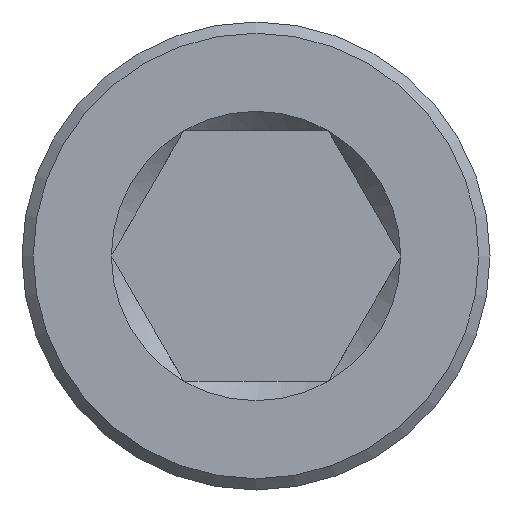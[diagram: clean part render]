
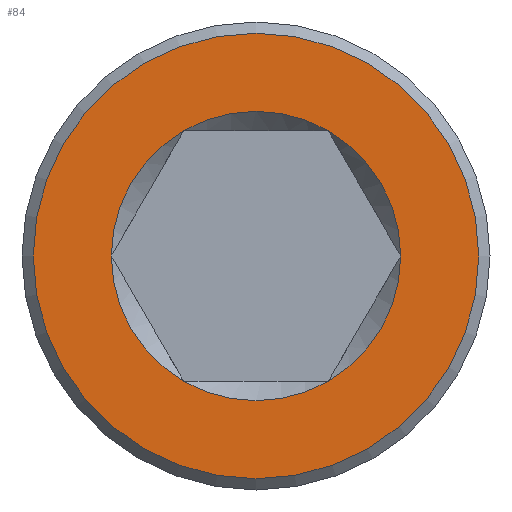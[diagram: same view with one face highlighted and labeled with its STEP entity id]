
A CAD part, left-side view. The second image highlights one B-rep face of the part: STEP entity #84.
In plain terms, the highlighted planar face has unit normal (-1, 0, 0).
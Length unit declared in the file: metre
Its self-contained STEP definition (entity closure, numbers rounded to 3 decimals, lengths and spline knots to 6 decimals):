
#84=ADVANCED_FACE('',(#200,#201),#202,.F.);
#118=EDGE_CURVE('',#238,#252,#255,.T.);
#132=EDGE_CURVE('',#270,#262,#273,.T.);
#140=EDGE_CURVE('',#283,#283,#284,.T.);
#142=EDGE_CURVE('',#237,#238,#286,.T.);
#144=EDGE_CURVE('',#252,#288,#289,.T.);
#146=EDGE_CURVE('',#288,#270,#291,.T.);
#148=EDGE_CURVE('',#262,#237,#293,.T.);
#200=FACE_OUTER_BOUND('',#337,.T.);
#201=FACE_BOUND('',#338,.T.);
#202=PLANE('',#339);
#237=VERTEX_POINT('',#375);
#238=VERTEX_POINT('',#376);
#252=VERTEX_POINT('',#418);
#255=CIRCLE('',#444,0.018475);
#262=VERTEX_POINT('',#456);
#270=VERTEX_POINT('',#491);
#273=CIRCLE('',#517,0.018475);
#283=VERTEX_POINT('',#534);
#284=CIRCLE('',#535,0.028456);
#286=CIRCLE('',#538,0.018475);
#288=VERTEX_POINT('',#541);
#289=CIRCLE('',#542,0.018475);
#291=CIRCLE('',#545,0.018475);
#293=CIRCLE('',#548,0.018475);
#337=EDGE_LOOP('',(#666));
#338=EDGE_LOOP('',(#667,#668,#669,#670,#671,#672));
#339=AXIS2_PLACEMENT_3D('',#673,#674,#675);
#375=CARTESIAN_POINT('',(0.0,-0.009238,-0.016));
#376=CARTESIAN_POINT('',(0.0,0.009238,-0.016));
#418=CARTESIAN_POINT('',(0.0,0.018475,0.0));
#444=AXIS2_PLACEMENT_3D('',#748,#749,#750);
#456=CARTESIAN_POINT('',(0.0,-0.018475,0.));
#491=CARTESIAN_POINT('',(0.0,-0.009238,0.016));
#517=AXIS2_PLACEMENT_3D('',#755,#756,#757);
#534=CARTESIAN_POINT('',(0.0,0.0,-0.028456));
#535=AXIS2_PLACEMENT_3D('',#761,#762,#763);
#538=AXIS2_PLACEMENT_3D('',#764,#765,#766);
#541=CARTESIAN_POINT('',(0.0,0.009238,0.016));
#542=AXIS2_PLACEMENT_3D('',#767,#768,#769);
#545=AXIS2_PLACEMENT_3D('',#770,#771,#772);
#548=AXIS2_PLACEMENT_3D('',#773,#774,#775);
#666=ORIENTED_EDGE('',*,*,#140,.F.);
#667=ORIENTED_EDGE('',*,*,#142,.T.);
#668=ORIENTED_EDGE('',*,*,#118,.T.);
#669=ORIENTED_EDGE('',*,*,#144,.T.);
#670=ORIENTED_EDGE('',*,*,#146,.T.);
#671=ORIENTED_EDGE('',*,*,#132,.T.);
#672=ORIENTED_EDGE('',*,*,#148,.T.);
#673=CARTESIAN_POINT('',(0.0,0.0,0.0));
#674=DIRECTION('',(1.0,0.0,0.0));
#675=DIRECTION('',(0.0,1.0,-0.0));
#748=CARTESIAN_POINT('',(0.0,0.0,0.0));
#749=DIRECTION('',(1.0,0.0,0.0));
#750=DIRECTION('',(0.0,0.0,-1.0));
#755=CARTESIAN_POINT('',(0.0,0.0,0.0));
#756=DIRECTION('',(1.0,0.0,0.0));
#757=DIRECTION('',(0.0,0.0,-1.0));
#761=CARTESIAN_POINT('',(0.0,0.0,0.0));
#762=DIRECTION('',(1.0,0.0,0.0));
#763=DIRECTION('',(0.0,0.0,-1.0));
#764=CARTESIAN_POINT('',(0.0,0.0,0.0));
#765=DIRECTION('',(1.0,0.0,0.0));
#766=DIRECTION('',(0.0,0.0,-1.0));
#767=CARTESIAN_POINT('',(0.0,0.0,0.0));
#768=DIRECTION('',(1.0,0.0,0.0));
#769=DIRECTION('',(0.0,0.0,-1.0));
#770=CARTESIAN_POINT('',(0.0,0.0,0.0));
#771=DIRECTION('',(1.0,0.0,0.0));
#772=DIRECTION('',(0.0,0.0,-1.0));
#773=CARTESIAN_POINT('',(0.0,0.0,0.0));
#774=DIRECTION('',(1.0,0.0,0.0));
#775=DIRECTION('',(0.0,0.0,-1.0));
